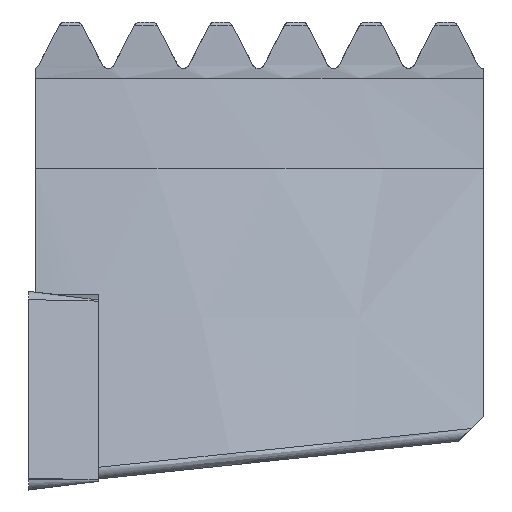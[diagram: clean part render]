
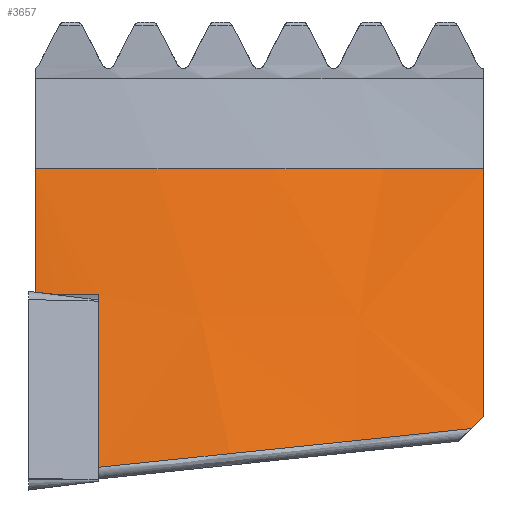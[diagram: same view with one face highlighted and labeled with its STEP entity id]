
A CAD part, left-side view. The second image highlights one B-rep face of the part: STEP entity #3657.
In plain terms, the highlighted conical face has half-angle 10 degrees and reference radius 57.477 mm.
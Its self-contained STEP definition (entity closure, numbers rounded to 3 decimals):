
#1447=EDGE_CURVE('NONE',#1569,#2713,#4107,.T.);
#1541=VERTEX_POINT('NONE',#4209);
#1569=VERTEX_POINT('NONE',#4245);
#1617=VERTEX_POINT('NONE',#4298);
#1845=VERTEX_POINT('NONE',#4541);
#1911=EDGE_CURVE('NONE',#3887,#1845,#4613,.T.);
#2149=EDGE_CURVE('NONE',#1617,#2713,#4869,.T.);
#2225=EDGE_CURVE('NONE',#3339,#1569,#4952,.T.);
#2291=EDGE_CURVE('NONE',#3887,#3835,#5027,.T.);
#2495=EDGE_CURVE('NONE',#1845,#3339,#5252,.T.);
#2713=VERTEX_POINT('NONE',#5491);
#2845=EDGE_CURVE('NONE',#3835,#1541,#5631,.T.);
#3211=VERTEX_POINT('NONE',#6026);
#3339=VERTEX_POINT('NONE',#6170);
#3547=EDGE_CURVE('NONE',#3211,#1617,#6401,.T.);
#3657=ADVANCED_FACE('NONE',(#6522),#6523,.T.);
#3835=VERTEX_POINT('NONE',#6717);
#3887=VERTEX_POINT('NONE',#6773);
#3907=EDGE_CURVE('NONE',#3211,#1541,#6794,.T.);
#4107=B_SPLINE_CURVE_WITH_KNOTS('',3,(#7195,#7196,#7197,#7198,#7199,#7200,#7201,#7202,#7203,#7204,#7205,#7206,#7207),.UNSPECIFIED.,.F.,.F.,(4,3,3,3,4),(0.0,0.2,0.723,0.833,1.0),.UNSPECIFIED.);
#4209=CARTESIAN_POINT('',(5.024,-0.56,25.697));
#4245=CARTESIAN_POINT('',(1.034,-5.585,1.814));
#4298=CARTESIAN_POINT('',(13.297,-36.36,5.903));
#4541=CARTESIAN_POINT('',(3.479,-5.56,15.64));
#4613=CIRCLE('',#8402,59.25);
#4869=(B_SPLINE_CURVE(3,(#9033,#9034,#9035,#9036),.UNSPECIFIED.,.F.,.F.)B_SPLINE_CURVE_WITH_KNOTS((4,4),(3.945,3.964),.UNSPECIFIED.)RATIONAL_B_SPLINE_CURVE((1.0,1.,1.,1.0))BOUNDED_CURVE()REPRESENTATION_ITEM('')GEOMETRIC_REPRESENTATION_ITEM()CURVE());
#4952=CIRCLE('',#9307,61.688);
#5027=(B_SPLINE_CURVE(3,(#9492,#9493,#9494,#9495),.UNSPECIFIED.,.F.,.F.)B_SPLINE_CURVE_WITH_KNOTS((4,4),(1.562,1.588),.UNSPECIFIED.)RATIONAL_B_SPLINE_CURVE((1.0,1.,1.,1.0))BOUNDED_CURVE()REPRESENTATION_ITEM('')GEOMETRIC_REPRESENTATION_ITEM()CURVE());
#5252=(B_SPLINE_CURVE(2,(#10054,#10055,#10056),.UNSPECIFIED.,.F.,.F.)B_SPLINE_CURVE_WITH_KNOTS((3,3),(0.778,14.819),.UNSPECIFIED.)RATIONAL_B_SPLINE_CURVE((1.,1.,1.))BOUNDED_CURVE()REPRESENTATION_ITEM('')GEOMETRIC_REPRESENTATION_ITEM()CURVE());
#5491=CARTESIAN_POINT('',(12.366,-35.361,4.904));
#5631=B_SPLINE_CURVE_WITH_KNOTS('',3,(#11096,#11097,#11098,#11099,#11100,#11101,#11102),.UNSPECIFIED.,.F.,.F.,(4,3,4),(0.095,0.1,0.105),.UNSPECIFIED.);
#6026=CARTESIAN_POINT('',(17.694,-36.36,25.697));
#6170=CARTESIAN_POINT('',(1.032,-5.56,1.814));
#6401=B_SPLINE_CURVE_WITH_KNOTS('',3,(#13971,#13972,#13973,#13974),.UNSPECIFIED.,.F.,.F.,(4,4),(0.06,0.081),.UNSPECIFIED.);
#6522=FACE_OUTER_BOUND('',#14254,.T.);
#6523=CONICAL_SURFACE('',#14255,57.477,0.175);
#6717=CARTESIAN_POINT('',(3.28,-0.56,15.811));
#6773=CARTESIAN_POINT('',(3.274,-2.06,15.64));
#6794=CIRCLE('',#14725,57.477);
#7195=CARTESIAN_POINT('',(1.034,-5.585,1.814));
#7196=CARTESIAN_POINT('',(1.254,-7.719,2.036));
#7197=CARTESIAN_POINT('',(1.587,-9.844,2.256));
#7198=CARTESIAN_POINT('',(2.028,-11.945,2.474));
#7199=CARTESIAN_POINT('',(3.183,-17.437,3.044));
#7200=CARTESIAN_POINT('',(5.09,-22.772,3.598));
#7201=CARTESIAN_POINT('',(7.682,-27.755,4.115));
#7202=CARTESIAN_POINT('',(8.231,-28.81,4.224));
#7203=CARTESIAN_POINT('',(8.81,-29.85,4.332));
#7204=CARTESIAN_POINT('',(9.42,-30.873,4.438));
#7205=CARTESIAN_POINT('',(10.336,-32.41,4.598));
#7206=CARTESIAN_POINT('',(11.32,-33.909,4.753));
#7207=CARTESIAN_POINT('',(12.366,-35.361,4.904));
#8402=AXIS2_PLACEMENT_3D('',#15510,#15511,#15512);
#9033=CARTESIAN_POINT('',(13.297,-36.36,5.903));
#9034=CARTESIAN_POINT('',(12.983,-36.03,5.573));
#9035=CARTESIAN_POINT('',(12.673,-35.697,5.24));
#9036=CARTESIAN_POINT('',(12.366,-35.361,4.904));
#9307=AXIS2_PLACEMENT_3D('',#15800,#15801,#15802);
#9492=CARTESIAN_POINT('',(3.274,-2.06,15.64));
#9493=CARTESIAN_POINT('',(3.27,-1.56,15.697));
#9494=CARTESIAN_POINT('',(3.272,-1.06,15.754));
#9495=CARTESIAN_POINT('',(3.28,-0.56,15.811));
#10054=CARTESIAN_POINT('',(3.479,-5.56,15.64));
#10055=CARTESIAN_POINT('',(2.28,-5.56,8.868));
#10056=CARTESIAN_POINT('',(1.032,-5.56,1.814));
#11096=CARTESIAN_POINT('',(3.28,-0.56,15.811));
#11097=CARTESIAN_POINT('',(3.528,-0.56,17.217));
#11098=CARTESIAN_POINT('',(3.776,-0.56,18.622));
#11099=CARTESIAN_POINT('',(4.024,-0.56,20.028));
#11100=CARTESIAN_POINT('',(4.357,-0.56,21.917));
#11101=CARTESIAN_POINT('',(4.69,-0.56,23.807));
#11102=CARTESIAN_POINT('',(5.024,-0.56,25.697));
#13971=CARTESIAN_POINT('',(17.694,-36.36,25.697));
#13972=CARTESIAN_POINT('',(16.203,-36.36,19.104));
#13973=CARTESIAN_POINT('',(14.739,-36.36,12.506));
#13974=CARTESIAN_POINT('',(13.297,-36.36,5.903));
#14254=EDGE_LOOP('',(#17416,#17417,#17418,#17419,#17420,#17421,#17422,#17423,#17424));
#14255=AXIS2_PLACEMENT_3D('',#17425,#17426,#17427);
#14725=AXIS2_PLACEMENT_3D('',#17713,#17714,#17715);
#15510=CARTESIAN_POINT('',(62.5,-0.36,15.64));
#15511=DIRECTION('',(0.,0.,1.0));
#15512=DIRECTION('',(-1.0,0.,0.));
#15800=CARTESIAN_POINT('',(62.5,-0.36,1.814));
#15801=DIRECTION('',(0.,0.,1.0));
#15802=DIRECTION('',(-1.0,0.,0.));
#17416=ORIENTED_EDGE('',*,*,#2149,.F.);
#17417=ORIENTED_EDGE('',*,*,#3547,.F.);
#17418=ORIENTED_EDGE('',*,*,#3907,.T.);
#17419=ORIENTED_EDGE('',*,*,#2845,.F.);
#17420=ORIENTED_EDGE('',*,*,#2291,.F.);
#17421=ORIENTED_EDGE('',*,*,#1911,.T.);
#17422=ORIENTED_EDGE('',*,*,#2495,.T.);
#17423=ORIENTED_EDGE('',*,*,#2225,.T.);
#17424=ORIENTED_EDGE('',*,*,#1447,.T.);
#17425=CARTESIAN_POINT('',(62.5,-0.36,25.697));
#17426=DIRECTION('',(0.,0.,-1.0));
#17427=DIRECTION('',(-1.0,0.,0.));
#17713=CARTESIAN_POINT('',(62.5,-0.36,25.697));
#17714=DIRECTION('',(0.,0.,-1.0));
#17715=DIRECTION('',(-1.0,0.,0.));
